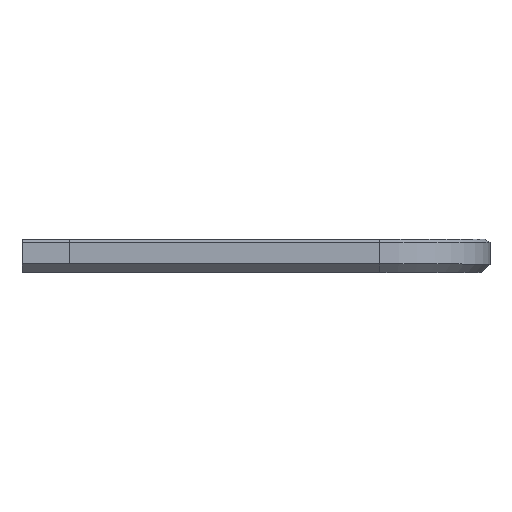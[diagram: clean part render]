
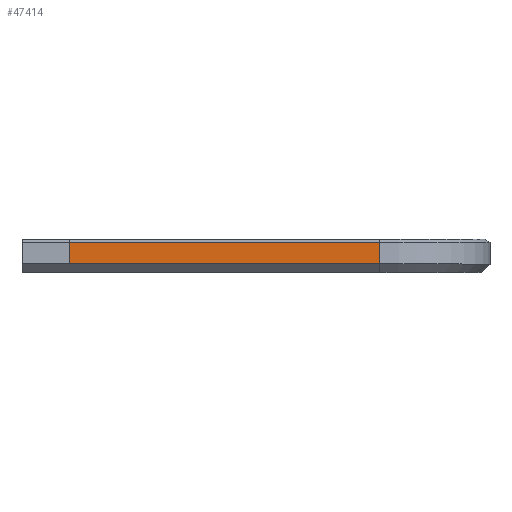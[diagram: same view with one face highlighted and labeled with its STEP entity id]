
A CAD part, top view. The second image highlights one B-rep face of the part: STEP entity #47414.
In plain terms, the highlighted planar face has unit normal (0, 0, 1).
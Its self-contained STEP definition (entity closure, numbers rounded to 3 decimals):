
#2955 = DIRECTION ( 'NONE',  ( -1., 0., 0. ) ) ;
#4030 = CARTESIAN_POINT ( 'NONE',  ( 265., 3., 0. ) ) ;
#5201 = VECTOR ( 'NONE', #37852, 1000. ) ;
#5783 = CARTESIAN_POINT ( 'NONE',  ( 265., 0., 0. ) ) ;
#6743 = DIRECTION ( 'NONE',  ( 0., 0., -1. ) ) ;
#6941 = EDGE_LOOP ( 'NONE', ( #22459, #25411, #47318, #50988 ) ) ;
#8542 = CARTESIAN_POINT ( 'NONE',  ( 152.5, 10.845, 0. ) ) ;
#10140 = PLANE ( 'NONE',  #16868 ) ;
#10307 = VERTEX_POINT ( 'NONE', #41530 ) ;
#10948 = CARTESIAN_POINT ( 'NONE',  ( 152.5, 3., 0. ) ) ;
#12004 = VECTOR ( 'NONE', #26086, 1000. ) ;
#16019 = VERTEX_POINT ( 'NONE', #4030 ) ;
#16868 = AXIS2_PLACEMENT_3D ( 'NONE', #18455, #6743, #29901 ) ;
#17123 = CARTESIAN_POINT ( 'NONE',  ( 265., 10.845, 0. ) ) ;
#18455 = CARTESIAN_POINT ( 'NONE',  ( 265., 0., 0. ) ) ;
#18816 = CARTESIAN_POINT ( 'NONE',  ( 265., 3., 0. ) ) ;
#19284 = VECTOR ( 'NONE', #2955, 1000. ) ;
#20909 = EDGE_CURVE ( 'NONE', #50020, #48446, #37341, .T. ) ;
#21994 = CARTESIAN_POINT ( 'NONE',  ( 152.5, 0., 0. ) ) ;
#22459 = ORIENTED_EDGE ( 'NONE', *, *, #37599, .T. ) ;
#24434 = DIRECTION ( 'NONE',  ( -1., 0., 0. ) ) ;
#25411 = ORIENTED_EDGE ( 'NONE', *, *, #20909, .T. ) ;
#26086 = DIRECTION ( 'NONE',  ( 0., -1., 0. ) ) ;
#29349 = LINE ( 'NONE', #17123, #41939 ) ;
#29901 = DIRECTION ( 'NONE',  ( -1., 0., 0. ) ) ;
#37320 = EDGE_CURVE ( 'NONE', #10307, #16019, #49742, .T. ) ;
#37341 = LINE ( 'NONE', #21994, #5201 ) ;
#37599 = EDGE_CURVE ( 'NONE', #10307, #50020, #29349, .T. ) ;
#37852 = DIRECTION ( 'NONE',  ( 0., -1., 0. ) ) ;
#41530 = CARTESIAN_POINT ( 'NONE',  ( 265., 10.845, 0. ) ) ;
#41939 = VECTOR ( 'NONE', #24434, 1000. ) ;
#42499 = LINE ( 'NONE', #18816, #19284 ) ;
#45507 = EDGE_CURVE ( 'NONE', #16019, #48446, #42499, .T. ) ;
#47318 = ORIENTED_EDGE ( 'NONE', *, *, #45507, .F. ) ;
#47414 = ADVANCED_FACE ( 'NONE', ( #50691 ), #10140, .F. ) ;
#48446 = VERTEX_POINT ( 'NONE', #10948 ) ;
#49742 = LINE ( 'NONE', #5783, #12004 ) ;
#50020 = VERTEX_POINT ( 'NONE', #8542 ) ;
#50691 = FACE_OUTER_BOUND ( 'NONE', #6941, .T. ) ;
#50988 = ORIENTED_EDGE ( 'NONE', *, *, #37320, .F. ) ;
